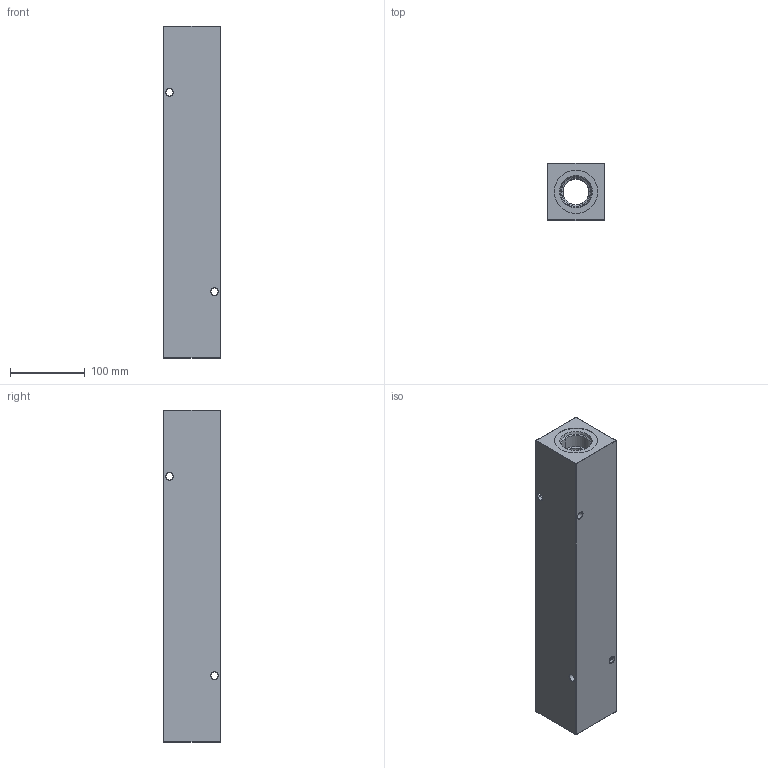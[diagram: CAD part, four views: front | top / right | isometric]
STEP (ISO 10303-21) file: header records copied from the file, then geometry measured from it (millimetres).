
FILE_DESCRIPTION (( 'STEP AP203' ), '1' );
FILE_NAME ('HM-5-0-S-20-20.STEP', '2020-10-28T13:02:09', ( '' ), ( '' ), 'SwSTEP 2.0', 'SolidWorks 2019', '' );
FILE_SCHEMA (( 'CONFIG_CONTROL_DESIGN' ));
Length unit declared in the file: inch
Products named in the file (1): HM-5-0-S-20-20
Bounding box: 76.2 x 76.2 x 444.5 mm (x, y, z)
Volume: 1968394.6 mm3; surface area: 205549.9 mm2
Topology: 1 solids, 1 shells, 567 faces, 1484 edges, 962 vertices
Faces by surface type: plane 237, bspline 206, cone 63, cylinder 61
Entity records: 28033 total; most frequent: CARTESIAN_POINT 15452, ORIENTED_EDGE 2968, DIRECTION 1876, EDGE_CURVE 1484, VERTEX_POINT 962, VECTOR 840, LINE 840, EDGE_LOOP 634
